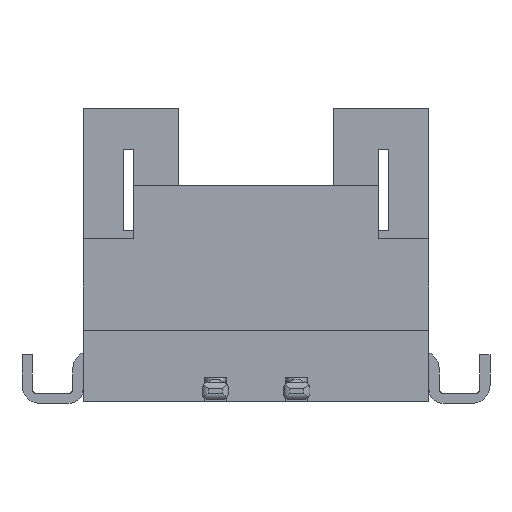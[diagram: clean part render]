
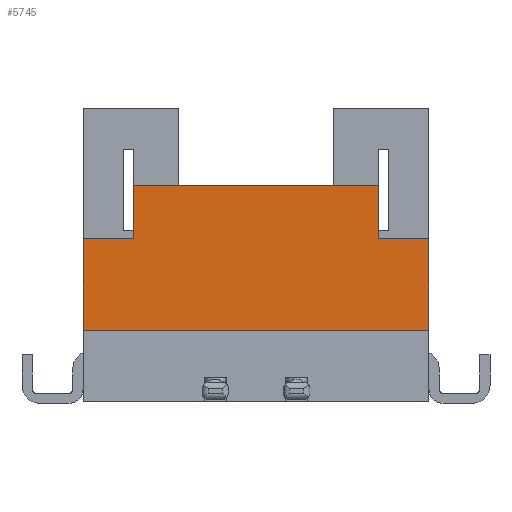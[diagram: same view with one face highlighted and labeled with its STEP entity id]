
A CAD part, front view. The second image highlights one B-rep face of the part: STEP entity #5745.
In plain terms, the highlighted planar face has unit normal (0, -1, 0).
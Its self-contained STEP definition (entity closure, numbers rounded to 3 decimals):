
#128 = PLANE('',#129);
#129 = AXIS2_PLACEMENT_3D('',#130,#131,#132);
#130 = CARTESIAN_POINT('',(3.,3.72,4.2));
#131 = DIRECTION('',(-1.,0.,0.));
#132 = DIRECTION('',(0.,0.,1.));
#291 = PLANE('',#292);
#292 = AXIS2_PLACEMENT_3D('',#293,#294,#295);
#293 = CARTESIAN_POINT('',(4.25,-3.1,5.3));
#294 = DIRECTION('',(1.,0.,0.));
#295 = DIRECTION('',(0.,1.,-0.));
#459 = PLANE('',#460);
#460 = AXIS2_PLACEMENT_3D('',#461,#462,#463);
#461 = CARTESIAN_POINT('',(-4.25,-3.1,5.3));
#462 = DIRECTION('',(1.,0.,0.));
#463 = DIRECTION('',(0.,1.,0.));
#515 = PLANE('',#516);
#516 = AXIS2_PLACEMENT_3D('',#517,#518,#519);
#517 = CARTESIAN_POINT('',(-3.,3.72,4.2));
#518 = DIRECTION('',(-1.,0.,0.));
#519 = DIRECTION('',(0.,0.,1.));
#4161 = VERTEX_POINT('',#4162);
#4162 = CARTESIAN_POINT('',(-3.,-3.1,4.));
#4176 = PLANE('',#4177);
#4177 = AXIS2_PLACEMENT_3D('',#4178,#4179,#4180);
#4178 = CARTESIAN_POINT('',(-3.25,2.1,4.));
#4179 = DIRECTION('',(0.,0.,1.));
#4180 = DIRECTION('',(1.,0.,0.));
#4188 = EDGE_CURVE('',#4189,#4161,#4191,.T.);
#4189 = VERTEX_POINT('',#4190);
#4190 = CARTESIAN_POINT('',(-3.,-3.1,5.3));
#4191 = SURFACE_CURVE('',#4192,(#4196,#4203),.PCURVE_S1.);
#4192 = LINE('',#4193,#4194);
#4193 = CARTESIAN_POINT('',(-3.,-3.1,5.3));
#4194 = VECTOR('',#4195,1.);
#4195 = DIRECTION('',(0.,0.,-1.));
#4196 = PCURVE('',#515,#4197);
#4197 = DEFINITIONAL_REPRESENTATION('',(#4198),#4202);
#4198 = LINE('',#4199,#4200);
#4199 = CARTESIAN_POINT('',(1.1,-6.82));
#4200 = VECTOR('',#4201,1.);
#4201 = DIRECTION('',(-1.,0.));
#4202 = ( GEOMETRIC_REPRESENTATION_CONTEXT(2) 
PARAMETRIC_REPRESENTATION_CONTEXT() REPRESENTATION_CONTEXT('2D SPACE',''
  ) );
#4203 = PCURVE('',#4204,#4209);
#4204 = PLANE('',#4205);
#4205 = AXIS2_PLACEMENT_3D('',#4206,#4207,#4208);
#4206 = CARTESIAN_POINT('',(-8.25,-3.1,5.3));
#4207 = DIRECTION('',(0.,-1.,0.));
#4208 = DIRECTION('',(1.,0.,0.));
#4209 = DEFINITIONAL_REPRESENTATION('',(#4210),#4214);
#4210 = LINE('',#4211,#4212);
#4211 = CARTESIAN_POINT('',(5.25,0.));
#4212 = VECTOR('',#4213,1.);
#4213 = DIRECTION('',(0.,-1.));
#4214 = ( GEOMETRIC_REPRESENTATION_CONTEXT(2) 
PARAMETRIC_REPRESENTATION_CONTEXT() REPRESENTATION_CONTEXT('2D SPACE',''
  ) );
#4232 = PLANE('',#4233);
#4233 = AXIS2_PLACEMENT_3D('',#4234,#4235,#4236);
#4234 = CARTESIAN_POINT('',(12.6,-2.1,5.3));
#4235 = DIRECTION('',(0.,0.,1.));
#4236 = DIRECTION('',(-1.,0.,0.));
#5414 = EDGE_CURVE('',#4189,#5415,#5417,.T.);
#5415 = VERTEX_POINT('',#5416);
#5416 = CARTESIAN_POINT('',(3.,-3.1,5.3));
#5417 = SURFACE_CURVE('',#5418,(#5422,#5429),.PCURVE_S1.);
#5418 = LINE('',#5419,#5420);
#5419 = CARTESIAN_POINT('',(-16.25,-3.1,5.3));
#5420 = VECTOR('',#5421,1.);
#5421 = DIRECTION('',(1.,0.,0.));
#5422 = PCURVE('',#4232,#5423);
#5423 = DEFINITIONAL_REPRESENTATION('',(#5424),#5428);
#5424 = LINE('',#5425,#5426);
#5425 = CARTESIAN_POINT('',(28.85,1.));
#5426 = VECTOR('',#5427,1.);
#5427 = DIRECTION('',(-1.,0.));
#5428 = ( GEOMETRIC_REPRESENTATION_CONTEXT(2) 
PARAMETRIC_REPRESENTATION_CONTEXT() REPRESENTATION_CONTEXT('2D SPACE',''
  ) );
#5429 = PCURVE('',#4204,#5430);
#5430 = DEFINITIONAL_REPRESENTATION('',(#5431),#5435);
#5431 = LINE('',#5432,#5433);
#5432 = CARTESIAN_POINT('',(-8.,0.));
#5433 = VECTOR('',#5434,1.);
#5434 = DIRECTION('',(1.,0.));
#5435 = ( GEOMETRIC_REPRESENTATION_CONTEXT(2) 
PARAMETRIC_REPRESENTATION_CONTEXT() REPRESENTATION_CONTEXT('2D SPACE',''
  ) );
#5745 = ADVANCED_FACE('',(#5746),#4204,.T.);
#5746 = FACE_BOUND('',#5747,.T.);
#5747 = EDGE_LOOP('',(#5748,#5749,#5750,#5773,#5796,#5824,#5847,#5875));
#5748 = ORIENTED_EDGE('',*,*,#5414,.F.);
#5749 = ORIENTED_EDGE('',*,*,#4188,.T.);
#5750 = ORIENTED_EDGE('',*,*,#5751,.T.);
#5751 = EDGE_CURVE('',#4161,#5752,#5754,.T.);
#5752 = VERTEX_POINT('',#5753);
#5753 = CARTESIAN_POINT('',(-4.25,-3.1,4.));
#5754 = SURFACE_CURVE('',#5755,(#5759,#5766),.PCURVE_S1.);
#5755 = LINE('',#5756,#5757);
#5756 = CARTESIAN_POINT('',(6.609,-3.1,4.));
#5757 = VECTOR('',#5758,1.);
#5758 = DIRECTION('',(-1.,0.,0.));
#5759 = PCURVE('',#4204,#5760);
#5760 = DEFINITIONAL_REPRESENTATION('',(#5761),#5765);
#5761 = LINE('',#5762,#5763);
#5762 = CARTESIAN_POINT('',(14.859,-1.3));
#5763 = VECTOR('',#5764,1.);
#5764 = DIRECTION('',(-1.,-0.));
#5765 = ( GEOMETRIC_REPRESENTATION_CONTEXT(2) 
PARAMETRIC_REPRESENTATION_CONTEXT() REPRESENTATION_CONTEXT('2D SPACE',''
  ) );
#5766 = PCURVE('',#4176,#5767);
#5767 = DEFINITIONAL_REPRESENTATION('',(#5768),#5772);
#5768 = LINE('',#5769,#5770);
#5769 = CARTESIAN_POINT('',(9.859,-5.2));
#5770 = VECTOR('',#5771,1.);
#5771 = DIRECTION('',(-1.,-0.));
#5772 = ( GEOMETRIC_REPRESENTATION_CONTEXT(2) 
PARAMETRIC_REPRESENTATION_CONTEXT() REPRESENTATION_CONTEXT('2D SPACE',''
  ) );
#5773 = ORIENTED_EDGE('',*,*,#5774,.T.);
#5774 = EDGE_CURVE('',#5752,#5775,#5777,.T.);
#5775 = VERTEX_POINT('',#5776);
#5776 = CARTESIAN_POINT('',(-4.25,-3.1,1.75));
#5777 = SURFACE_CURVE('',#5778,(#5782,#5789),.PCURVE_S1.);
#5778 = LINE('',#5779,#5780);
#5779 = CARTESIAN_POINT('',(-4.25,-3.1,5.3));
#5780 = VECTOR('',#5781,1.);
#5781 = DIRECTION('',(0.,0.,-1.));
#5782 = PCURVE('',#4204,#5783);
#5783 = DEFINITIONAL_REPRESENTATION('',(#5784),#5788);
#5784 = LINE('',#5785,#5786);
#5785 = CARTESIAN_POINT('',(4.,0.));
#5786 = VECTOR('',#5787,1.);
#5787 = DIRECTION('',(0.,-1.));
#5788 = ( GEOMETRIC_REPRESENTATION_CONTEXT(2) 
PARAMETRIC_REPRESENTATION_CONTEXT() REPRESENTATION_CONTEXT('2D SPACE',''
  ) );
#5789 = PCURVE('',#459,#5790);
#5790 = DEFINITIONAL_REPRESENTATION('',(#5791),#5795);
#5791 = LINE('',#5792,#5793);
#5792 = CARTESIAN_POINT('',(0.,0.));
#5793 = VECTOR('',#5794,1.);
#5794 = DIRECTION('',(0.,-1.));
#5795 = ( GEOMETRIC_REPRESENTATION_CONTEXT(2) 
PARAMETRIC_REPRESENTATION_CONTEXT() REPRESENTATION_CONTEXT('2D SPACE',''
  ) );
#5796 = ORIENTED_EDGE('',*,*,#5797,.T.);
#5797 = EDGE_CURVE('',#5775,#5798,#5800,.T.);
#5798 = VERTEX_POINT('',#5799);
#5799 = CARTESIAN_POINT('',(4.25,-3.1,1.75));
#5800 = SURFACE_CURVE('',#5801,(#5805,#5812),.PCURVE_S1.);
#5801 = LINE('',#5802,#5803);
#5802 = CARTESIAN_POINT('',(6.609,-3.1,1.75));
#5803 = VECTOR('',#5804,1.);
#5804 = DIRECTION('',(1.,0.,0.));
#5805 = PCURVE('',#4204,#5806);
#5806 = DEFINITIONAL_REPRESENTATION('',(#5807),#5811);
#5807 = LINE('',#5808,#5809);
#5808 = CARTESIAN_POINT('',(14.859,-3.55));
#5809 = VECTOR('',#5810,1.);
#5810 = DIRECTION('',(1.,0.));
#5811 = ( GEOMETRIC_REPRESENTATION_CONTEXT(2) 
PARAMETRIC_REPRESENTATION_CONTEXT() REPRESENTATION_CONTEXT('2D SPACE',''
  ) );
#5812 = PCURVE('',#5813,#5818);
#5813 = PLANE('',#5814);
#5814 = AXIS2_PLACEMENT_3D('',#5815,#5816,#5817);
#5815 = CARTESIAN_POINT('',(9.103,-2.464,1.75));
#5816 = DIRECTION('',(0.,0.,1.));
#5817 = DIRECTION('',(-1.,0.,0.));
#5818 = DEFINITIONAL_REPRESENTATION('',(#5819),#5823);
#5819 = LINE('',#5820,#5821);
#5820 = CARTESIAN_POINT('',(2.494,0.636));
#5821 = VECTOR('',#5822,1.);
#5822 = DIRECTION('',(-1.,0.));
#5823 = ( GEOMETRIC_REPRESENTATION_CONTEXT(2) 
PARAMETRIC_REPRESENTATION_CONTEXT() REPRESENTATION_CONTEXT('2D SPACE',''
  ) );
#5824 = ORIENTED_EDGE('',*,*,#5825,.F.);
#5825 = EDGE_CURVE('',#5826,#5798,#5828,.T.);
#5826 = VERTEX_POINT('',#5827);
#5827 = CARTESIAN_POINT('',(4.25,-3.1,4.));
#5828 = SURFACE_CURVE('',#5829,(#5833,#5840),.PCURVE_S1.);
#5829 = LINE('',#5830,#5831);
#5830 = CARTESIAN_POINT('',(4.25,-3.1,5.3));
#5831 = VECTOR('',#5832,1.);
#5832 = DIRECTION('',(0.,0.,-1.));
#5833 = PCURVE('',#4204,#5834);
#5834 = DEFINITIONAL_REPRESENTATION('',(#5835),#5839);
#5835 = LINE('',#5836,#5837);
#5836 = CARTESIAN_POINT('',(12.5,0.));
#5837 = VECTOR('',#5838,1.);
#5838 = DIRECTION('',(0.,-1.));
#5839 = ( GEOMETRIC_REPRESENTATION_CONTEXT(2) 
PARAMETRIC_REPRESENTATION_CONTEXT() REPRESENTATION_CONTEXT('2D SPACE',''
  ) );
#5840 = PCURVE('',#291,#5841);
#5841 = DEFINITIONAL_REPRESENTATION('',(#5842),#5846);
#5842 = LINE('',#5843,#5844);
#5843 = CARTESIAN_POINT('',(0.,0.));
#5844 = VECTOR('',#5845,1.);
#5845 = DIRECTION('',(0.,-1.));
#5846 = ( GEOMETRIC_REPRESENTATION_CONTEXT(2) 
PARAMETRIC_REPRESENTATION_CONTEXT() REPRESENTATION_CONTEXT('2D SPACE',''
  ) );
#5847 = ORIENTED_EDGE('',*,*,#5848,.F.);
#5848 = EDGE_CURVE('',#5849,#5826,#5851,.T.);
#5849 = VERTEX_POINT('',#5850);
#5850 = CARTESIAN_POINT('',(3.,-3.1,4.));
#5851 = SURFACE_CURVE('',#5852,(#5856,#5863),.PCURVE_S1.);
#5852 = LINE('',#5853,#5854);
#5853 = CARTESIAN_POINT('',(-6.609,-3.1,4.));
#5854 = VECTOR('',#5855,1.);
#5855 = DIRECTION('',(1.,0.,0.));
#5856 = PCURVE('',#4204,#5857);
#5857 = DEFINITIONAL_REPRESENTATION('',(#5858),#5862);
#5858 = LINE('',#5859,#5860);
#5859 = CARTESIAN_POINT('',(1.641,-1.3));
#5860 = VECTOR('',#5861,1.);
#5861 = DIRECTION('',(1.,0.));
#5862 = ( GEOMETRIC_REPRESENTATION_CONTEXT(2) 
PARAMETRIC_REPRESENTATION_CONTEXT() REPRESENTATION_CONTEXT('2D SPACE',''
  ) );
#5863 = PCURVE('',#5864,#5869);
#5864 = PLANE('',#5865);
#5865 = AXIS2_PLACEMENT_3D('',#5866,#5867,#5868);
#5866 = CARTESIAN_POINT('',(3.25,2.1,4.));
#5867 = DIRECTION('',(0.,0.,-1.));
#5868 = DIRECTION('',(-1.,0.,0.));
#5869 = DEFINITIONAL_REPRESENTATION('',(#5870),#5874);
#5870 = LINE('',#5871,#5872);
#5871 = CARTESIAN_POINT('',(9.859,-5.2));
#5872 = VECTOR('',#5873,1.);
#5873 = DIRECTION('',(-1.,0.));
#5874 = ( GEOMETRIC_REPRESENTATION_CONTEXT(2) 
PARAMETRIC_REPRESENTATION_CONTEXT() REPRESENTATION_CONTEXT('2D SPACE',''
  ) );
#5875 = ORIENTED_EDGE('',*,*,#5876,.F.);
#5876 = EDGE_CURVE('',#5415,#5849,#5877,.T.);
#5877 = SURFACE_CURVE('',#5878,(#5882,#5889),.PCURVE_S1.);
#5878 = LINE('',#5879,#5880);
#5879 = CARTESIAN_POINT('',(3.,-3.1,5.3));
#5880 = VECTOR('',#5881,1.);
#5881 = DIRECTION('',(0.,0.,-1.));
#5882 = PCURVE('',#4204,#5883);
#5883 = DEFINITIONAL_REPRESENTATION('',(#5884),#5888);
#5884 = LINE('',#5885,#5886);
#5885 = CARTESIAN_POINT('',(11.25,0.));
#5886 = VECTOR('',#5887,1.);
#5887 = DIRECTION('',(0.,-1.));
#5888 = ( GEOMETRIC_REPRESENTATION_CONTEXT(2) 
PARAMETRIC_REPRESENTATION_CONTEXT() REPRESENTATION_CONTEXT('2D SPACE',''
  ) );
#5889 = PCURVE('',#128,#5890);
#5890 = DEFINITIONAL_REPRESENTATION('',(#5891),#5895);
#5891 = LINE('',#5892,#5893);
#5892 = CARTESIAN_POINT('',(1.1,-6.82));
#5893 = VECTOR('',#5894,1.);
#5894 = DIRECTION('',(-1.,-0.));
#5895 = ( GEOMETRIC_REPRESENTATION_CONTEXT(2) 
PARAMETRIC_REPRESENTATION_CONTEXT() REPRESENTATION_CONTEXT('2D SPACE',''
  ) );
